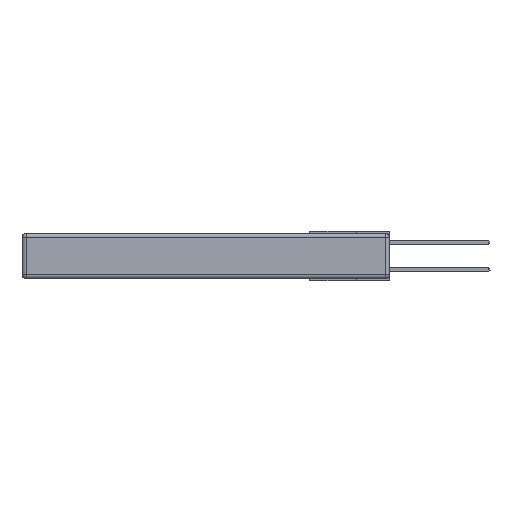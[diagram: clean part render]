
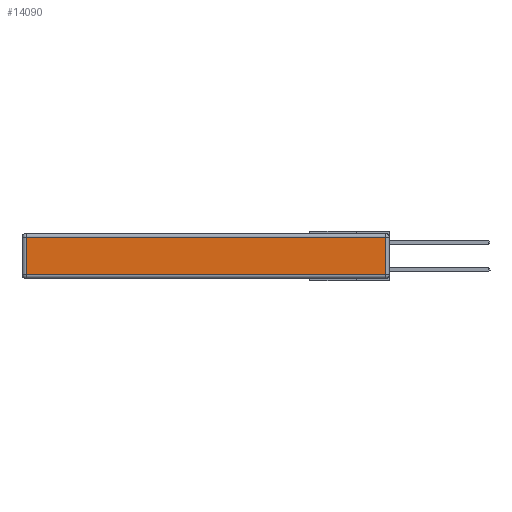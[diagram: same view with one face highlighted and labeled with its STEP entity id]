
A CAD part, left-side view. The second image highlights one B-rep face of the part: STEP entity #14090.
In plain terms, the highlighted planar face has unit normal (-1, 0, 0).
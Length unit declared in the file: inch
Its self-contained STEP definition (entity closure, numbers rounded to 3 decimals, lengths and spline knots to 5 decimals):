
#440 = ORIENTED_EDGE ( 'NONE', *, *, #7605, .T. ) ;
#2121 = LINE ( 'NONE', #19714, #12907 ) ;
#3009 = ORIENTED_EDGE ( 'NONE', *, *, #15720, .T. ) ;
#5675 = VERTEX_POINT ( 'NONE', #22979 ) ;
#5819 = LINE ( 'NONE', #8432, #13418 ) ;
#6557 = CARTESIAN_POINT ( 'NONE',  ( 0., 2.75, -0.03 ) ) ;
#6815 = CARTESIAN_POINT ( 'NONE',  ( 0., 0., -0.313 ) ) ;
#7604 = EDGE_CURVE ( 'NONE', #9145, #5675, #17326, .T. ) ;
#7605 = EDGE_CURVE ( 'NONE', #22223, #9145, #2121, .T. ) ;
#8287 = PLANE ( 'NONE',  #13308 ) ;
#8432 = CARTESIAN_POINT ( 'NONE',  ( 0., 2.72, -0.343 ) ) ;
#8804 = FACE_OUTER_BOUND ( 'NONE', #24173, .T. ) ;
#9145 = VERTEX_POINT ( 'NONE', #21587 ) ;
#9612 = LINE ( 'NONE', #6815, #16022 ) ;
#9989 = VERTEX_POINT ( 'NONE', #21537 ) ;
#9999 = CARTESIAN_POINT ( 'NONE',  ( 0., 0., -0.343 ) ) ;
#11866 = DIRECTION ( 'NONE',  ( -1., 0., 0. ) ) ;
#12133 = ORIENTED_EDGE ( 'NONE', *, *, #7604, .T. ) ;
#12189 = DIRECTION ( 'NONE',  ( 0., 0., -1. ) ) ;
#12740 = ORIENTED_EDGE ( 'NONE', *, *, #21981, .T. ) ;
#12907 = VECTOR ( 'NONE', #21183, 39.37008 ) ;
#13308 = AXIS2_PLACEMENT_3D ( 'NONE', #9999, #11866, #15473 ) ;
#13418 = VECTOR ( 'NONE', #12189, 39.37008 ) ;
#14090 = ADVANCED_FACE ( 'NONE', ( #8804 ), #8287, .T. ) ;
#15473 = DIRECTION ( 'NONE',  ( 0., 0., 1. ) ) ;
#15720 = EDGE_CURVE ( 'NONE', #5675, #9989, #5819, .T. ) ;
#15963 = DIRECTION ( 'NONE',  ( 0., 1., 0. ) ) ;
#15971 = DIRECTION ( 'NONE',  ( 0., -1., 0. ) ) ;
#16022 = VECTOR ( 'NONE', #15971, 39.37008 ) ;
#16457 = VECTOR ( 'NONE', #15963, 39.37008 ) ;
#17326 = LINE ( 'NONE', #6557, #16457 ) ;
#17417 = CARTESIAN_POINT ( 'NONE',  ( 0., 0.03, -0.313 ) ) ;
#19714 = CARTESIAN_POINT ( 'NONE',  ( 0., 0.03, -0.343 ) ) ;
#21183 = DIRECTION ( 'NONE',  ( 0., 0., 1. ) ) ;
#21537 = CARTESIAN_POINT ( 'NONE',  ( 0., 2.72, -0.313 ) ) ;
#21587 = CARTESIAN_POINT ( 'NONE',  ( 0., 0.03, -0.03 ) ) ;
#21981 = EDGE_CURVE ( 'NONE', #9989, #22223, #9612, .T. ) ;
#22223 = VERTEX_POINT ( 'NONE', #17417 ) ;
#22979 = CARTESIAN_POINT ( 'NONE',  ( 0., 2.72, -0.03 ) ) ;
#24173 = EDGE_LOOP ( 'NONE', ( #12740, #440, #12133, #3009 ) ) ;
